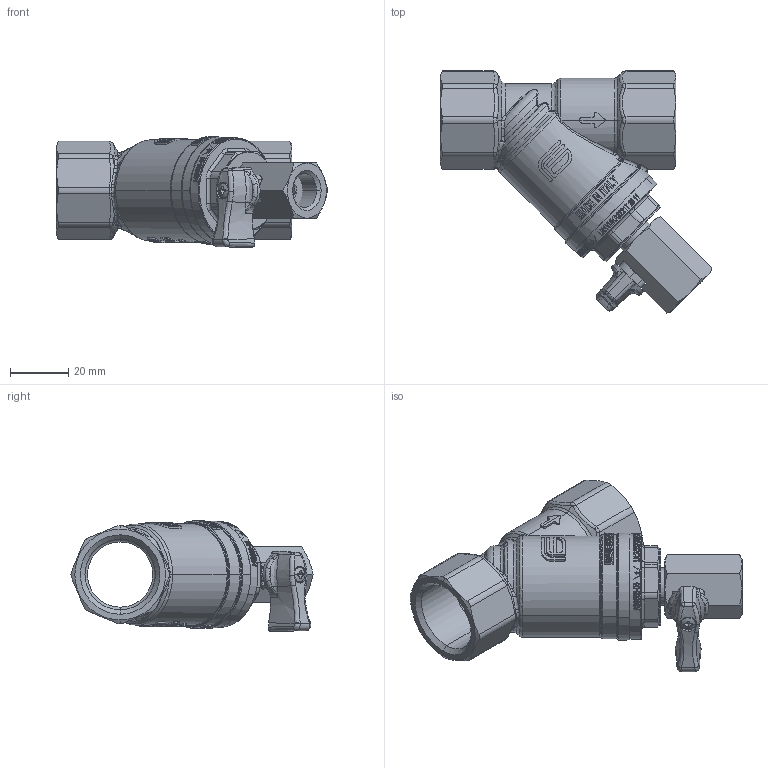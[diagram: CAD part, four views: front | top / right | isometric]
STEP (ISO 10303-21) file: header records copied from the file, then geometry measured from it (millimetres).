
FILE_DESCRIPTION((''),'2;1');
FILE_NAME('065B8242_FVR-D_DN20_2342G205-SU_ASM','2022-05-19T10:53:10',('U240466'),('Danfoss'),'CREO PARAMETRIC BY PTC INC, 2020342','CREO PARAMETRIC BY PTC INC, 2020342','');
FILE_SCHEMA(('CONFIG_CONTROL_DESIGN'));
Products named in the file (1): 065B8242_FVR-D_DN20_2342G205-SU_ASM
Bounding box: 93.27 x 83.18 x 38 mm (x, y, z)
Surface area: 21329.8 mm2 (no closed solid volume)
Topology: 0 solids, 9 shells, 884 faces, 2680 edges, 1831 vertices
Faces by surface type: plane 334, cylinder 191, bspline 153, extrusion 95, cone 63, torus 43, sphere 5
Entity records: 42391 total; most frequent: CARTESIAN_POINT 20938, ORIENTED_EDGE 5103, DIRECTION 3270, EDGE_CURVE 2670, VERTEX_POINT 1831, B_SPLINE_CURVE_WITH_KNOTS 1402, AXIS2_PLACEMENT_3D 1175, EDGE_LOOP 973
